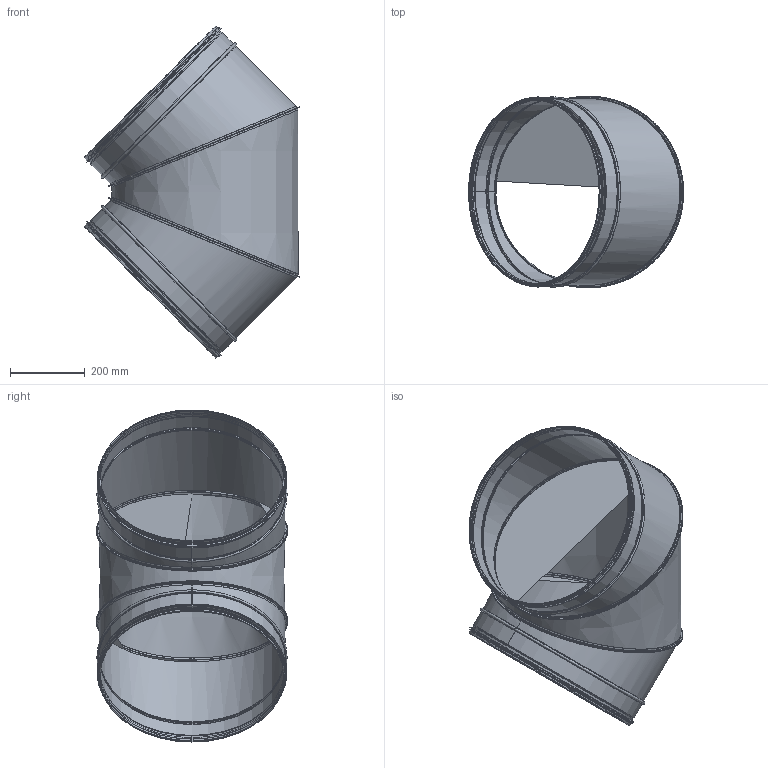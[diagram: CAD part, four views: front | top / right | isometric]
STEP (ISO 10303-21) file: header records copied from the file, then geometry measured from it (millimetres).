
FILE_DESCRIPTION((''),'2;1');
FILE_NAME('HIBK_500.stp','2014-02-19T15:26:48',(''),(''),'Autodesk Inventor 2013','Autodesk Inventor 2013','');
FILE_SCHEMA(('AUTOMOTIVE_DESIGN { 1 2 10303 214 0 1 1 1 }'));
Length unit declared in the file: millimetre
Products named in the file (5): HIBK_500; HIBKRörämne-500; HIBKSegmentMitten-500; HIBKSegmentÄnde-500; 999010
Assembly tree (6 placements, depth 3):
  HIBK_500
    HIBKRörämne-500
      HIBKSegmentMitten-500
      HIBKSegmentÄnde-500  x2
    999010  x2
Bounding box: 576.96 x 513.33 x 890.2 mm (x, y, z)
Volume: 10060710.6 mm3; surface area: 2871994.7 mm2
Topology: 5 solids, 5 shells, 202 faces, 414 edges, 230 vertices
Faces by surface type: plane 96, torus 40, cylinder 28, cone 22, bspline 16
Full cylindrical faces by diameter (mm): 492.95 x2, 493.95 x2, 495.15 x2, 497.75 x12, 498.75 x6, 504.15 x2, 509.15 x2
Entity records: 4481 total; most frequent: CARTESIAN_POINT 1967, DIRECTION 506, ORIENTED_EDGE 416, AXIS2_PLACEMENT_3D 211, EDGE_CURVE 208, EDGE_LOOP 134, VERTEX_POINT 126, STYLED_ITEM 112
